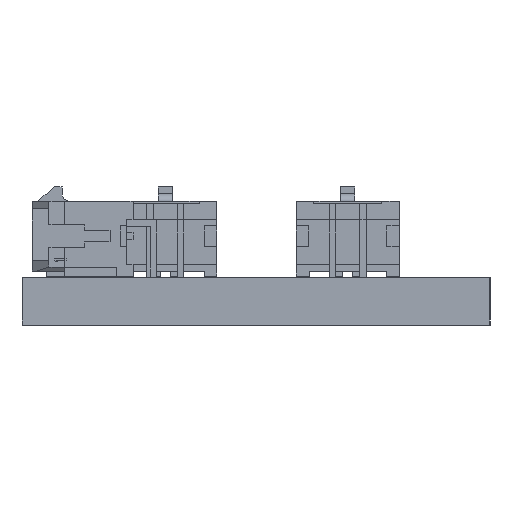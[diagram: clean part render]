
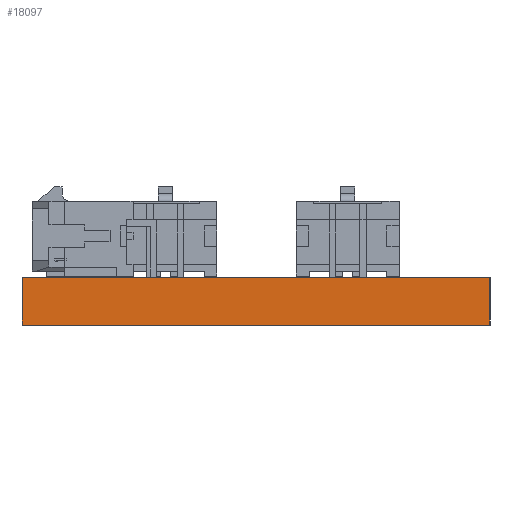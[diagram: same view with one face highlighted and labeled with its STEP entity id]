
A CAD part, left-side view. The second image highlights one B-rep face of the part: STEP entity #18097.
In plain terms, the highlighted planar face has unit normal (-1, 0, 0).
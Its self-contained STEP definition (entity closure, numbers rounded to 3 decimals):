
#16308 = PLANE('',#16309);
#16309 = AXIS2_PLACEMENT_3D('',#16310,#16311,#16312);
#16310 = CARTESIAN_POINT('',(122.428,-61.214,0.));
#16311 = DIRECTION('',(0.,1.,0.));
#16312 = DIRECTION('',(1.,0.,0.));
#16336 = PLANE('',#16337);
#16337 = AXIS2_PLACEMENT_3D('',#16338,#16339,#16340);
#16338 = CARTESIAN_POINT('',(156.464,-84.201,4.69));
#16339 = DIRECTION('',(-0.,-0.,-1.));
#16340 = DIRECTION('',(-1.,0.,0.));
#16364 = PLANE('',#16365);
#16365 = AXIS2_PLACEMENT_3D('',#16366,#16367,#16368);
#16366 = CARTESIAN_POINT('',(190.5,-107.188,0.));
#16367 = DIRECTION('',(0.,-1.,0.));
#16368 = DIRECTION('',(-1.,0.,0.));
#16390 = PLANE('',#16391);
#16391 = AXIS2_PLACEMENT_3D('',#16392,#16393,#16394);
#16392 = CARTESIAN_POINT('',(156.464,-84.201,0.));
#16393 = DIRECTION('',(-0.,-0.,-1.));
#16394 = DIRECTION('',(-1.,0.,0.));
#16405 = EDGE_CURVE('',#16406,#16408,#16410,.T.);
#16406 = VERTEX_POINT('',#16407);
#16407 = CARTESIAN_POINT('',(122.428,-61.214,0.));
#16408 = VERTEX_POINT('',#16409);
#16409 = CARTESIAN_POINT('',(122.428,-61.214,4.69));
#16410 = SURFACE_CURVE('',#16411,(#16415,#16422),.PCURVE_S1.);
#16411 = LINE('',#16412,#16413);
#16412 = CARTESIAN_POINT('',(122.428,-61.214,0.));
#16413 = VECTOR('',#16414,1.);
#16414 = DIRECTION('',(0.,0.,1.));
#16415 = PCURVE('',#16308,#16416);
#16416 = DEFINITIONAL_REPRESENTATION('',(#16417),#16421);
#16417 = LINE('',#16418,#16419);
#16418 = CARTESIAN_POINT('',(0.,0.));
#16419 = VECTOR('',#16420,1.);
#16420 = DIRECTION('',(0.,-1.));
#16421 = ( GEOMETRIC_REPRESENTATION_CONTEXT(2) 
PARAMETRIC_REPRESENTATION_CONTEXT() REPRESENTATION_CONTEXT('2D SPACE',''
  ) );
#16422 = PCURVE('',#16423,#16428);
#16423 = PLANE('',#16424);
#16424 = AXIS2_PLACEMENT_3D('',#16425,#16426,#16427);
#16425 = CARTESIAN_POINT('',(122.428,-107.188,0.));
#16426 = DIRECTION('',(-1.,0.,0.));
#16427 = DIRECTION('',(0.,1.,0.));
#16428 = DEFINITIONAL_REPRESENTATION('',(#16429),#16433);
#16429 = LINE('',#16430,#16431);
#16430 = CARTESIAN_POINT('',(45.974,0.));
#16431 = VECTOR('',#16432,1.);
#16432 = DIRECTION('',(0.,-1.));
#16433 = ( GEOMETRIC_REPRESENTATION_CONTEXT(2) 
PARAMETRIC_REPRESENTATION_CONTEXT() REPRESENTATION_CONTEXT('2D SPACE',''
  ) );
#16483 = VERTEX_POINT('',#16484);
#16484 = CARTESIAN_POINT('',(122.428,-107.188,4.69));
#16505 = EDGE_CURVE('',#16506,#16483,#16508,.T.);
#16506 = VERTEX_POINT('',#16507);
#16507 = CARTESIAN_POINT('',(122.428,-107.188,0.));
#16508 = SURFACE_CURVE('',#16509,(#16513,#16520),.PCURVE_S1.);
#16509 = LINE('',#16510,#16511);
#16510 = CARTESIAN_POINT('',(122.428,-107.188,0.));
#16511 = VECTOR('',#16512,1.);
#16512 = DIRECTION('',(0.,0.,1.));
#16513 = PCURVE('',#16364,#16514);
#16514 = DEFINITIONAL_REPRESENTATION('',(#16515),#16519);
#16515 = LINE('',#16516,#16517);
#16516 = CARTESIAN_POINT('',(68.072,0.));
#16517 = VECTOR('',#16518,1.);
#16518 = DIRECTION('',(0.,-1.));
#16519 = ( GEOMETRIC_REPRESENTATION_CONTEXT(2) 
PARAMETRIC_REPRESENTATION_CONTEXT() REPRESENTATION_CONTEXT('2D SPACE',''
  ) );
#16520 = PCURVE('',#16423,#16521);
#16521 = DEFINITIONAL_REPRESENTATION('',(#16522),#16526);
#16522 = LINE('',#16523,#16524);
#16523 = CARTESIAN_POINT('',(0.,0.));
#16524 = VECTOR('',#16525,1.);
#16525 = DIRECTION('',(0.,-1.));
#16526 = ( GEOMETRIC_REPRESENTATION_CONTEXT(2) 
PARAMETRIC_REPRESENTATION_CONTEXT() REPRESENTATION_CONTEXT('2D SPACE',''
  ) );
#16554 = EDGE_CURVE('',#16506,#16406,#16555,.T.);
#16555 = SURFACE_CURVE('',#16556,(#16560,#16567),.PCURVE_S1.);
#16556 = LINE('',#16557,#16558);
#16557 = CARTESIAN_POINT('',(122.428,-107.188,0.));
#16558 = VECTOR('',#16559,1.);
#16559 = DIRECTION('',(0.,1.,0.));
#16560 = PCURVE('',#16390,#16561);
#16561 = DEFINITIONAL_REPRESENTATION('',(#16562),#16566);
#16562 = LINE('',#16563,#16564);
#16563 = CARTESIAN_POINT('',(34.036,-22.987));
#16564 = VECTOR('',#16565,1.);
#16565 = DIRECTION('',(0.,1.));
#16566 = ( GEOMETRIC_REPRESENTATION_CONTEXT(2) 
PARAMETRIC_REPRESENTATION_CONTEXT() REPRESENTATION_CONTEXT('2D SPACE',''
  ) );
#16567 = PCURVE('',#16423,#16568);
#16568 = DEFINITIONAL_REPRESENTATION('',(#16569),#16573);
#16569 = LINE('',#16570,#16571);
#16570 = CARTESIAN_POINT('',(0.,0.));
#16571 = VECTOR('',#16572,1.);
#16572 = DIRECTION('',(1.,0.));
#16573 = ( GEOMETRIC_REPRESENTATION_CONTEXT(2) 
PARAMETRIC_REPRESENTATION_CONTEXT() REPRESENTATION_CONTEXT('2D SPACE',''
  ) );
#17386 = EDGE_CURVE('',#16483,#16408,#17387,.T.);
#17387 = SURFACE_CURVE('',#17388,(#17392,#17399),.PCURVE_S1.);
#17388 = LINE('',#17389,#17390);
#17389 = CARTESIAN_POINT('',(122.428,-107.188,4.69));
#17390 = VECTOR('',#17391,1.);
#17391 = DIRECTION('',(0.,1.,0.));
#17392 = PCURVE('',#16336,#17393);
#17393 = DEFINITIONAL_REPRESENTATION('',(#17394),#17398);
#17394 = LINE('',#17395,#17396);
#17395 = CARTESIAN_POINT('',(34.036,-22.987));
#17396 = VECTOR('',#17397,1.);
#17397 = DIRECTION('',(0.,1.));
#17398 = ( GEOMETRIC_REPRESENTATION_CONTEXT(2) 
PARAMETRIC_REPRESENTATION_CONTEXT() REPRESENTATION_CONTEXT('2D SPACE',''
  ) );
#17399 = PCURVE('',#16423,#17400);
#17400 = DEFINITIONAL_REPRESENTATION('',(#17401),#17405);
#17401 = LINE('',#17402,#17403);
#17402 = CARTESIAN_POINT('',(0.,-4.69));
#17403 = VECTOR('',#17404,1.);
#17404 = DIRECTION('',(1.,0.));
#17405 = ( GEOMETRIC_REPRESENTATION_CONTEXT(2) 
PARAMETRIC_REPRESENTATION_CONTEXT() REPRESENTATION_CONTEXT('2D SPACE',''
  ) );
#18097 = ADVANCED_FACE('',(#18098),#16423,.T.);
#18098 = FACE_BOUND('',#18099,.T.);
#18099 = EDGE_LOOP('',(#18100,#18101,#18102,#18103));
#18100 = ORIENTED_EDGE('',*,*,#16505,.T.);
#18101 = ORIENTED_EDGE('',*,*,#17386,.T.);
#18102 = ORIENTED_EDGE('',*,*,#16405,.F.);
#18103 = ORIENTED_EDGE('',*,*,#16554,.F.);
